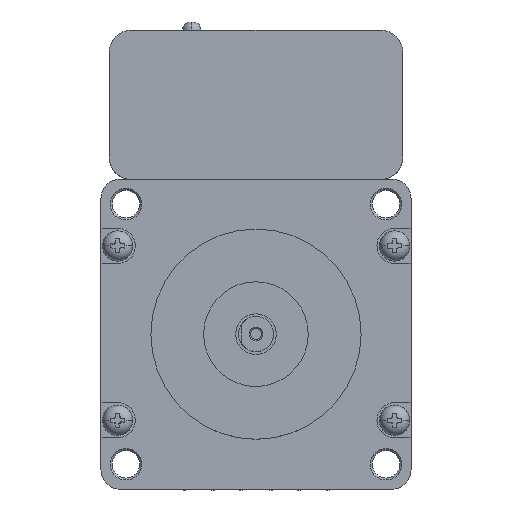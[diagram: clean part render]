
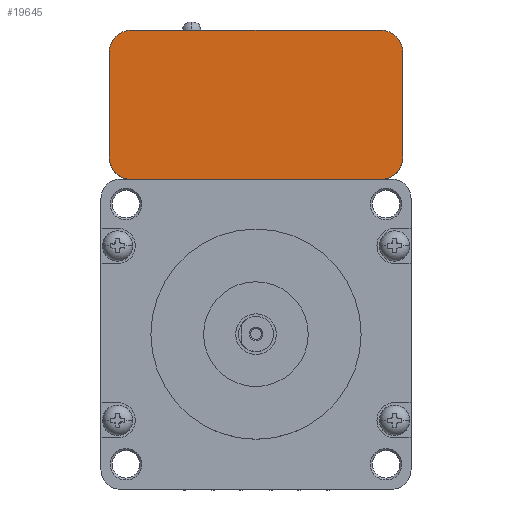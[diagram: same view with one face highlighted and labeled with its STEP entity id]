
A CAD part, top view. The second image highlights one B-rep face of the part: STEP entity #19645.
In plain terms, the highlighted planar face has unit normal (0, 0, 1).
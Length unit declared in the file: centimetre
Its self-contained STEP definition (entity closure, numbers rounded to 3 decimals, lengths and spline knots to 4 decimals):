
#319 = DIRECTION ( 'NONE',  ( 0., 0., 1. ) ) ;
#623 = CARTESIAN_POINT ( 'NONE',  ( -2.6605, 5.11, 3.95 ) ) ;
#700 = CARTESIAN_POINT ( 'NONE',  ( 2.6605, 3.22, 3.95 ) ) ;
#1043 = CARTESIAN_POINT ( 'NONE',  ( 2.6605, 5.11, 3.95 ) ) ;
#1588 = VERTEX_POINT ( 'NONE', #17538 ) ;
#1682 = DIRECTION ( 'NONE',  ( -1., 0., 0. ) ) ;
#2252 = CARTESIAN_POINT ( 'NONE',  ( 2.6605, 2.81, 3.95 ) ) ;
#2556 = DIRECTION ( 'NONE',  ( -1., 0., 0. ) ) ;
#2589 = CARTESIAN_POINT ( 'NONE',  ( -2.2505, 3.22, 3.95 ) ) ;
#2600 = AXIS2_PLACEMENT_3D ( 'NONE', #22607, #13128, #27505 ) ;
#2893 = CIRCLE ( 'NONE', #13390, 0.41 ) ;
#3662 = ORIENTED_EDGE ( 'NONE', *, *, #16127, .F. ) ;
#3823 = DIRECTION ( 'NONE',  ( 0., 0., -1. ) ) ;
#3931 = ORIENTED_EDGE ( 'NONE', *, *, #29021, .F. ) ;
#4460 = VERTEX_POINT ( 'NONE', #6313 ) ;
#4930 = CARTESIAN_POINT ( 'NONE',  ( -2.6605, 3.22, 3.95 ) ) ;
#5003 = VECTOR ( 'NONE', #22709, 100. ) ;
#5881 = EDGE_CURVE ( 'NONE', #17416, #4460, #30074, .T. ) ;
#6159 = VERTEX_POINT ( 'NONE', #623 ) ;
#6208 = CIRCLE ( 'NONE', #10950, 0.41 ) ;
#6243 = LINE ( 'NONE', #21914, #15041 ) ;
#6313 = CARTESIAN_POINT ( 'NONE',  ( -1.52, 2.81, 3.95 ) ) ;
#6314 = VERTEX_POINT ( 'NONE', #1043 ) ;
#6721 = DIRECTION ( 'NONE',  ( 0., 0., -1. ) ) ;
#7200 = CIRCLE ( 'NONE', #28843, 0.36 ) ;
#7360 = VECTOR ( 'NONE', #20603, 100. ) ;
#7602 = VERTEX_POINT ( 'NONE', #20331 ) ;
#7635 = VECTOR ( 'NONE', #15255, 100. ) ;
#7889 = EDGE_CURVE ( 'NONE', #1588, #8300, #2893, .T. ) ;
#8300 = VERTEX_POINT ( 'NONE', #700 ) ;
#8651 = VERTEX_POINT ( 'NONE', #14457 ) ;
#8923 = ORIENTED_EDGE ( 'NONE', *, *, #13028, .T. ) ;
#9071 = EDGE_CURVE ( 'NONE', #7602, #6159, #9670, .T. ) ;
#9391 = FACE_OUTER_BOUND ( 'NONE', #30803, .T. ) ;
#9556 = EDGE_CURVE ( 'NONE', #7602, #25760, #13824, .T. ) ;
#9670 = CIRCLE ( 'NONE', #2600, 0.41 ) ;
#9941 = EDGE_CURVE ( 'NONE', #8651, #10489, #17989, .T. ) ;
#10222 = EDGE_CURVE ( 'NONE', #6314, #8300, #31236, .T. ) ;
#10355 = CARTESIAN_POINT ( 'NONE',  ( 2.6605, 5.52, 3.95 ) ) ;
#10410 = AXIS2_PLACEMENT_3D ( 'NONE', #28530, #6721, #1682 ) ;
#10428 = CARTESIAN_POINT ( 'NONE',  ( 1.88, 2.45, 3.95 ) ) ;
#10489 = VERTEX_POINT ( 'NONE', #18525 ) ;
#10918 = CARTESIAN_POINT ( 'NONE',  ( -2.6605, 5.52, 3.95 ) ) ;
#10950 = AXIS2_PLACEMENT_3D ( 'NONE', #19931, #319, #2556 ) ;
#11317 = ORIENTED_EDGE ( 'NONE', *, *, #10222, .F. ) ;
#12413 = CARTESIAN_POINT ( 'NONE',  ( 1.88, 1.88, 3.95 ) ) ;
#13028 = EDGE_CURVE ( 'NONE', #6314, #25760, #6208, .T. ) ;
#13128 = DIRECTION ( 'NONE',  ( 0., 0., 1. ) ) ;
#13390 = AXIS2_PLACEMENT_3D ( 'NONE', #18130, #23075, #25416 ) ;
#13538 = DIRECTION ( 'NONE',  ( -1., 0., 0. ) ) ;
#13567 = AXIS2_PLACEMENT_3D ( 'NONE', #23504, #3823, #25724 ) ;
#13824 = LINE ( 'NONE', #19415, #19549 ) ;
#14214 = VERTEX_POINT ( 'NONE', #23755 ) ;
#14305 = DIRECTION ( 'NONE',  ( -1., 0., 0. ) ) ;
#14457 = CARTESIAN_POINT ( 'NONE',  ( -2.2505, 2.81, 3.95 ) ) ;
#14816 = EDGE_CURVE ( 'NONE', #14214, #4460, #25457, .T. ) ;
#14835 = EDGE_CURVE ( 'NONE', #17416, #21952, #7200, .T. ) ;
#15041 = VECTOR ( 'NONE', #22128, 100. ) ;
#15255 = DIRECTION ( 'NONE',  ( 0., -1., 0. ) ) ;
#15619 = CARTESIAN_POINT ( 'NONE',  ( -2.6605, 2.81, 3.95 ) ) ;
#15635 = LINE ( 'NONE', #12413, #25461 ) ;
#16127 = EDGE_CURVE ( 'NONE', #14214, #10489, #29827, .T. ) ;
#16407 = LINE ( 'NONE', #10918, #23174 ) ;
#17067 = ORIENTED_EDGE ( 'NONE', *, *, #9941, .T. ) ;
#17416 = VERTEX_POINT ( 'NONE', #18992 ) ;
#17538 = CARTESIAN_POINT ( 'NONE',  ( 2.2505, 2.81, 3.95 ) ) ;
#17989 = LINE ( 'NONE', #15619, #5003 ) ;
#18130 = CARTESIAN_POINT ( 'NONE',  ( 2.2505, 3.22, 3.95 ) ) ;
#18132 = EDGE_CURVE ( 'NONE', #28329, #6159, #16407, .T. ) ;
#18275 = VECTOR ( 'NONE', #14305, 100. ) ;
#18439 = CARTESIAN_POINT ( 'NONE',  ( -1.88, 0., 3.95 ) ) ;
#18458 = ORIENTED_EDGE ( 'NONE', *, *, #18547, .T. ) ;
#18525 = CARTESIAN_POINT ( 'NONE',  ( -1.88, 2.81, 3.95 ) ) ;
#18547 = EDGE_CURVE ( 'NONE', #28329, #8651, #26164, .T. ) ;
#18992 = CARTESIAN_POINT ( 'NONE',  ( 1.52, 2.81, 3.95 ) ) ;
#19195 = CARTESIAN_POINT ( 'NONE',  ( 1.88, 2.81, 3.95 ) ) ;
#19415 = CARTESIAN_POINT ( 'NONE',  ( -1.88, 5.52, 3.95 ) ) ;
#19549 = VECTOR ( 'NONE', #22263, 100. ) ;
#19645 = ADVANCED_FACE ( 'NONE', ( #9391 ), #26281, .F. ) ;
#19914 = ORIENTED_EDGE ( 'NONE', *, *, #18132, .F. ) ;
#19931 = CARTESIAN_POINT ( 'NONE',  ( 2.2505, 5.11, 3.95 ) ) ;
#19984 = DIRECTION ( 'NONE',  ( 0., -1., 0. ) ) ;
#20065 = ORIENTED_EDGE ( 'NONE', *, *, #9556, .F. ) ;
#20331 = CARTESIAN_POINT ( 'NONE',  ( -2.2505, 5.52, 3.95 ) ) ;
#20603 = DIRECTION ( 'NONE',  ( 0., 1., 0. ) ) ;
#20650 = DIRECTION ( 'NONE',  ( 0., 1., 0. ) ) ;
#20901 = ORIENTED_EDGE ( 'NONE', *, *, #23205, .F. ) ;
#21914 = CARTESIAN_POINT ( 'NONE',  ( 2.6605, 2.81, 3.95 ) ) ;
#21952 = VERTEX_POINT ( 'NONE', #10428 ) ;
#22128 = DIRECTION ( 'NONE',  ( -1., 0., 0. ) ) ;
#22263 = DIRECTION ( 'NONE',  ( 1., 0., 0. ) ) ;
#22607 = CARTESIAN_POINT ( 'NONE',  ( -2.2505, 5.11, 3.95 ) ) ;
#22709 = DIRECTION ( 'NONE',  ( 1., 0., 0. ) ) ;
#22942 = ORIENTED_EDGE ( 'NONE', *, *, #9071, .T. ) ;
#23075 = DIRECTION ( 'NONE',  ( 0., 0., 1. ) ) ;
#23174 = VECTOR ( 'NONE', #20650, 100. ) ;
#23205 = EDGE_CURVE ( 'NONE', #28332, #21952, #15635, .T. ) ;
#23504 = CARTESIAN_POINT ( 'NONE',  ( -1.52, 2.45, 3.95 ) ) ;
#23614 = ORIENTED_EDGE ( 'NONE', *, *, #5881, .F. ) ;
#23755 = CARTESIAN_POINT ( 'NONE',  ( -1.88, 2.45, 3.95 ) ) ;
#25292 = ORIENTED_EDGE ( 'NONE', *, *, #14816, .T. ) ;
#25416 = DIRECTION ( 'NONE',  ( -1., 0., 0. ) ) ;
#25457 = CIRCLE ( 'NONE', #13567, 0.36 ) ;
#25461 = VECTOR ( 'NONE', #19984, 100. ) ;
#25629 = CARTESIAN_POINT ( 'NONE',  ( 1.52, 2.45, 3.95 ) ) ;
#25641 = AXIS2_PLACEMENT_3D ( 'NONE', #2589, #29421, #30498 ) ;
#25724 = DIRECTION ( 'NONE',  ( -1., 0., 0. ) ) ;
#25760 = VERTEX_POINT ( 'NONE', #29392 ) ;
#26164 = CIRCLE ( 'NONE', #25641, 0.41 ) ;
#26281 = PLANE ( 'NONE',  #10410 ) ;
#27505 = DIRECTION ( 'NONE',  ( -1., 0., 0. ) ) ;
#28112 = DIRECTION ( 'NONE',  ( 0., 0., -1. ) ) ;
#28329 = VERTEX_POINT ( 'NONE', #4930 ) ;
#28332 = VERTEX_POINT ( 'NONE', #19195 ) ;
#28530 = CARTESIAN_POINT ( 'NONE',  ( 0., 0., 3.95 ) ) ;
#28843 = AXIS2_PLACEMENT_3D ( 'NONE', #25629, #28112, #13538 ) ;
#29021 = EDGE_CURVE ( 'NONE', #1588, #28332, #6243, .T. ) ;
#29177 = ORIENTED_EDGE ( 'NONE', *, *, #14835, .T. ) ;
#29392 = CARTESIAN_POINT ( 'NONE',  ( 2.2505, 5.52, 3.95 ) ) ;
#29421 = DIRECTION ( 'NONE',  ( 0., 0., 1. ) ) ;
#29827 = LINE ( 'NONE', #18439, #7360 ) ;
#30051 = ORIENTED_EDGE ( 'NONE', *, *, #7889, .T. ) ;
#30074 = LINE ( 'NONE', #2252, #18275 ) ;
#30498 = DIRECTION ( 'NONE',  ( -1., 0., 0. ) ) ;
#30803 = EDGE_LOOP ( 'NONE', ( #11317, #8923, #20065, #22942, #19914, #18458, #17067, #3662, #25292, #23614, #29177, #20901, #3931, #30051 ) ) ;
#31236 = LINE ( 'NONE', #10355, #7635 ) ;
